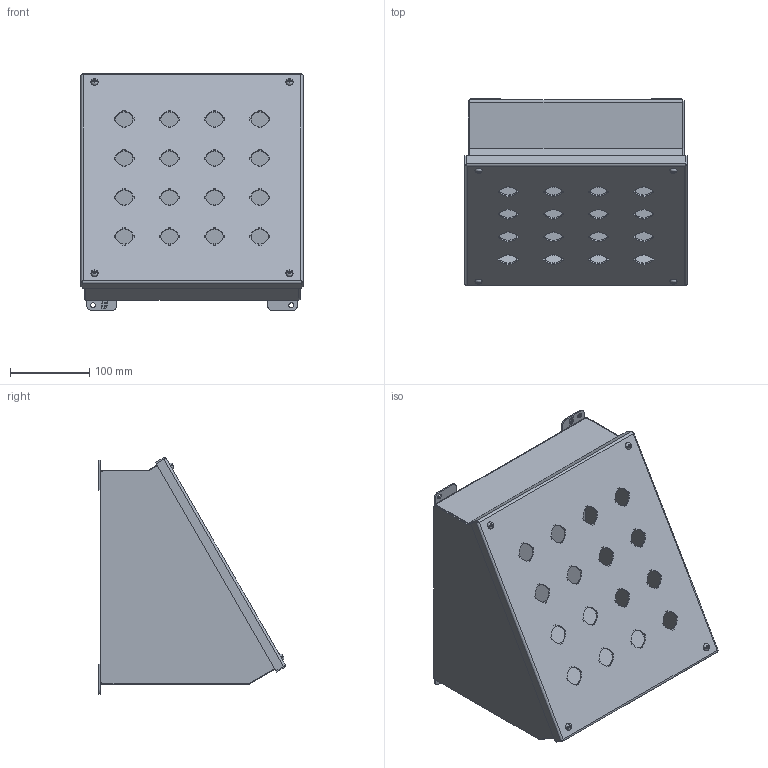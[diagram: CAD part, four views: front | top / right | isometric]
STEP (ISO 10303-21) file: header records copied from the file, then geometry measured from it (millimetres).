
FILE_DESCRIPTION (( 'STEP AP203' ), '1' );
FILE_NAME ('1490MJ16_Default.step', '2019-11-12T20:32:58', ( '' ), ( '' ), 'SwSTEP 2.0', 'SolidWorks 2019', '' );
FILE_SCHEMA (( 'CONFIG_CONTROL_DESIGN' ));
Length unit declared in the file: inch
Products named in the file (1): 1490MJ16_Default
Bounding box: 280.97 x 236.29 x 299.42 mm (x, y, z)
Volume: 643160.8 mm3; surface area: 719946.3 mm2
Topology: 26 solids, 26 shells, 949 faces, 2550 edges, 1681 vertices
Faces by surface type: plane 675, cylinder 236, cone 22, torus 8, bspline 8
Entity records: 30134 total; most frequent: CARTESIAN_POINT 5910, ORIENTED_EDGE 5096, DIRECTION 4877, EDGE_CURVE 2548, LINE 1909, VECTOR 1909, VERTEX_POINT 1681, AXIS2_PLACEMENT_3D 1484
